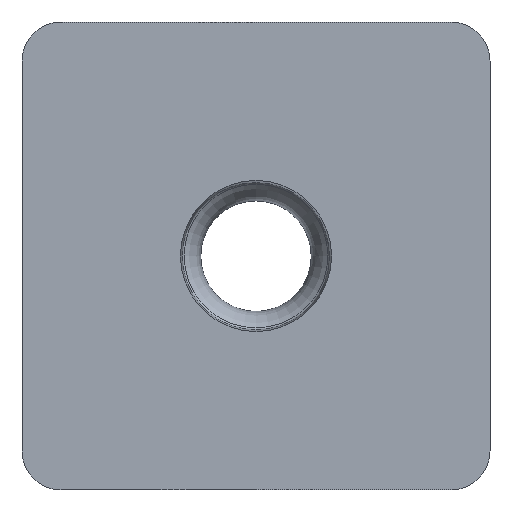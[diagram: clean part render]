
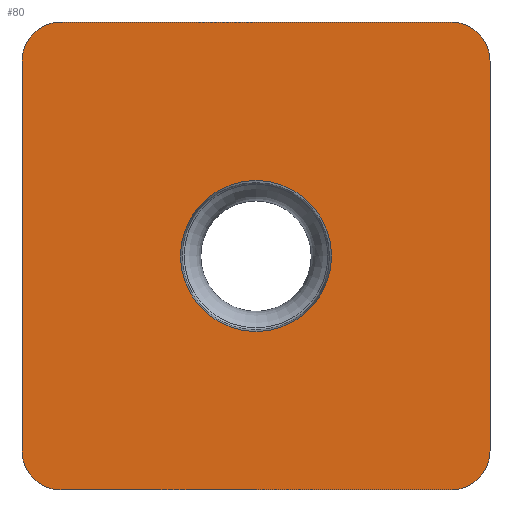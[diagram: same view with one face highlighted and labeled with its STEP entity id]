
A CAD part, top view. The second image highlights one B-rep face of the part: STEP entity #80.
In plain terms, the highlighted planar face has unit normal (0, 0, 1).
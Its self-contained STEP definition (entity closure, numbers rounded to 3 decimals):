
#46=FACE_BOUND('',#112,.T.);
#47=FACE_BOUND('',#113,.T.);
#56=CIRCLE('',#288,3.175);
#58=CIRCLE('',#292,3.175);
#60=CIRCLE('',#296,3.175);
#62=CIRCLE('',#300,3.175);
#64=CIRCLE('',#303,6.15);
#80=ADVANCED_FACE('',(#46,#47),#86,.T.);
#86=PLANE('',#311);
#112=EDGE_LOOP('',(#156));
#113=EDGE_LOOP('',(#157,#158,#159,#160,#161,#162,#163,#164));
#156=ORIENTED_EDGE('',*,*,#220,.F.);
#157=ORIENTED_EDGE('',*,*,#200,.F.);
#158=ORIENTED_EDGE('',*,*,#198,.T.);
#159=ORIENTED_EDGE('',*,*,#218,.F.);
#160=ORIENTED_EDGE('',*,*,#216,.T.);
#161=ORIENTED_EDGE('',*,*,#212,.F.);
#162=ORIENTED_EDGE('',*,*,#210,.T.);
#163=ORIENTED_EDGE('',*,*,#206,.F.);
#164=ORIENTED_EDGE('',*,*,#204,.T.);
#174=VERTEX_POINT('',#476);
#177=VERTEX_POINT('',#481);
#179=VERTEX_POINT('',#487);
#180=VERTEX_POINT('',#491);
#183=VERTEX_POINT('',#499);
#184=VERTEX_POINT('',#503);
#187=VERTEX_POINT('',#511);
#188=VERTEX_POINT('',#515);
#191=VERTEX_POINT('',#526);
#198=EDGE_CURVE('',#174,#177,#227,.T.);
#200=EDGE_CURVE('',#174,#179,#56,.T.);
#204=EDGE_CURVE('',#180,#179,#231,.T.);
#206=EDGE_CURVE('',#180,#183,#58,.T.);
#210=EDGE_CURVE('',#184,#183,#235,.T.);
#212=EDGE_CURVE('',#184,#187,#60,.T.);
#216=EDGE_CURVE('',#188,#187,#239,.T.);
#218=EDGE_CURVE('',#188,#177,#62,.T.);
#220=EDGE_CURVE('',#191,#191,#64,.T.);
#227=LINE('',#482,#243);
#231=LINE('',#494,#247);
#235=LINE('',#506,#251);
#239=LINE('',#518,#255);
#243=VECTOR('',#322,1.);
#247=VECTOR('',#334,1.);
#251=VECTOR('',#346,1.);
#255=VECTOR('',#358,1.);
#288=AXIS2_PLACEMENT_3D('',#486,#327,#328);
#292=AXIS2_PLACEMENT_3D('',#498,#339,#340);
#296=AXIS2_PLACEMENT_3D('',#510,#351,#352);
#300=AXIS2_PLACEMENT_3D('',#521,#363,#364);
#303=AXIS2_PLACEMENT_3D('',#525,#369,#370);
#311=AXIS2_PLACEMENT_3D('',#537,#385,#386);
#322=DIRECTION('',(0.,-1.,0.));
#327=DIRECTION('',(0.,0.,-1.));
#328=DIRECTION('',(1.,0.,0.));
#334=DIRECTION('',(-1.,0.,0.));
#339=DIRECTION('',(0.,0.,-1.));
#340=DIRECTION('',(1.,0.,0.));
#346=DIRECTION('',(0.,1.,0.));
#351=DIRECTION('',(0.,0.,-1.));
#352=DIRECTION('',(1.,0.,0.));
#358=DIRECTION('',(1.,0.,0.));
#363=DIRECTION('',(0.,0.,-1.));
#364=DIRECTION('',(1.,0.,0.));
#369=DIRECTION('',(0.,0.,1.));
#370=DIRECTION('',(1.,0.,0.));
#385=DIRECTION('',(0.,0.,1.));
#386=DIRECTION('',(1.,0.,0.));
#476=CARTESIAN_POINT('',(-19.05,15.875,0.));
#481=CARTESIAN_POINT('',(-19.05,-15.875,0.));
#482=CARTESIAN_POINT('',(-19.05,-11.118,0.));
#486=CARTESIAN_POINT('',(-15.875,15.875,0.));
#487=CARTESIAN_POINT('',(-15.875,19.05,0.));
#491=CARTESIAN_POINT('',(15.875,19.05,0.));
#494=CARTESIAN_POINT('',(11.118,19.05,0.));
#498=CARTESIAN_POINT('',(15.875,15.875,0.));
#499=CARTESIAN_POINT('',(19.05,15.875,0.));
#503=CARTESIAN_POINT('',(19.05,-15.875,0.));
#506=CARTESIAN_POINT('',(19.05,-11.118,0.));
#510=CARTESIAN_POINT('',(15.875,-15.875,0.));
#511=CARTESIAN_POINT('',(15.875,-19.05,0.));
#515=CARTESIAN_POINT('',(-15.875,-19.05,0.));
#518=CARTESIAN_POINT('',(-11.118,-19.05,0.));
#521=CARTESIAN_POINT('',(-15.875,-15.875,0.));
#525=CARTESIAN_POINT('',(0.,0.,0.));
#526=CARTESIAN_POINT('',(6.15,0.,0.));
#537=CARTESIAN_POINT('',(0.,0.,0.));
